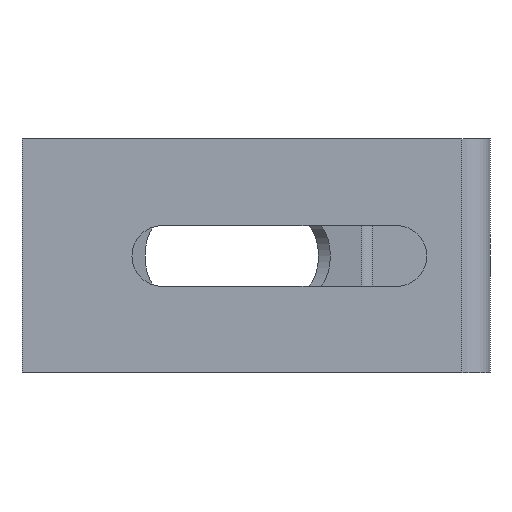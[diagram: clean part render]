
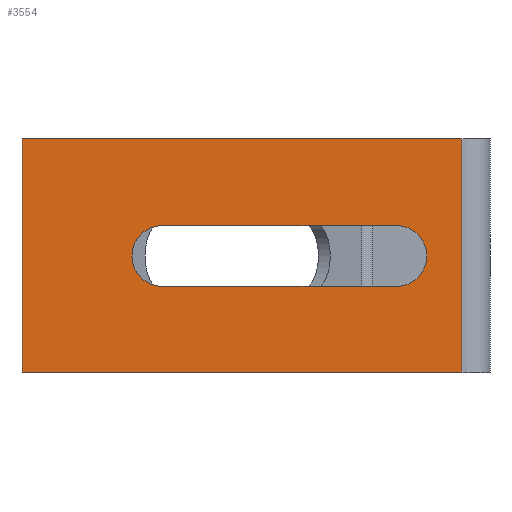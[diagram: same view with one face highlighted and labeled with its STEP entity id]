
A CAD part, left-side view. The second image highlights one B-rep face of the part: STEP entity #3554.
In plain terms, the highlighted planar face has unit normal (-1, 0, 0).
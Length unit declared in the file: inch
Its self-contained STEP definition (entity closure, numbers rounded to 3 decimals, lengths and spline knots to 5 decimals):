
#1=DIRECTION('',(0.,0.,-1.));
#2=VECTOR('',#1,1.);
#3=CARTESIAN_POINT('',(0.,2.,0.5));
#4=LINE('',#3,#2);
#5=DIRECTION('',(0.,1.,0.));
#6=VECTOR('',#5,1.);
#7=CARTESIAN_POINT('',(0.,0.4,-0.13));
#8=LINE('',#7,#6);
#9=CARTESIAN_POINT('',(0.,0.4,0.));
#10=DIRECTION('',(-1.,0.,0.));
#11=DIRECTION('',(0.,0.,-1.));
#12=AXIS2_PLACEMENT_3D('',#9,#10,#11);
#14=DIRECTION('',(0.,-1.,0.));
#15=VECTOR('',#14,1.);
#16=CARTESIAN_POINT('',(0.,1.4,0.13));
#17=LINE('',#16,#15);
#18=CARTESIAN_POINT('',(0.,1.4,0.));
#19=DIRECTION('',(-1.,0.,0.));
#20=DIRECTION('',(0.,0.,1.));
#21=AXIS2_PLACEMENT_3D('',#18,#19,#20);
#23=DIRECTION('',(0.,-1.,0.));
#24=VECTOR('',#23,1.88);
#25=CARTESIAN_POINT('',(0.,2.,0.5));
#26=LINE('',#25,#24);
#39=DIRECTION('',(0.,-1.,0.));
#40=VECTOR('',#39,1.88);
#41=CARTESIAN_POINT('',(0.,2.,-0.5));
#42=LINE('',#41,#40);
#65=DIRECTION('',(0.,0.,-1.));
#66=VECTOR('',#65,1.);
#67=CARTESIAN_POINT('',(0.,0.12,0.5));
#68=LINE('',#67,#66);
#2665=CARTESIAN_POINT('',(0.,2.,0.5));
#2666=CARTESIAN_POINT('',(0.,0.12,0.5));
#2667=VERTEX_POINT('',#2665);
#2668=VERTEX_POINT('',#2666);
#2681=CARTESIAN_POINT('',(0.,2.,-0.5));
#2682=CARTESIAN_POINT('',(0.,0.12,-0.5));
#2683=VERTEX_POINT('',#2681);
#2684=VERTEX_POINT('',#2682);
#2729=CARTESIAN_POINT('',(0.,0.4,-0.13));
#2730=CARTESIAN_POINT('',(0.,1.4,-0.13));
#2731=VERTEX_POINT('',#2729);
#2732=VERTEX_POINT('',#2730);
#2733=CARTESIAN_POINT('',(0.,1.4,0.13));
#2734=VERTEX_POINT('',#2733);
#2735=CARTESIAN_POINT('',(0.,0.4,0.13));
#2736=VERTEX_POINT('',#2735);
#3529=CARTESIAN_POINT('',(0.,2.,0.5));
#3530=DIRECTION('',(-1.,0.,0.));
#3531=DIRECTION('',(0.,-1.,0.));
#3532=AXIS2_PLACEMENT_3D('',#3529,#3530,#3531);
#3533=PLANE('',#3532);
#3535=ORIENTED_EDGE('',*,*,#3534,.T.);
#3537=ORIENTED_EDGE('',*,*,#3536,.T.);
#3539=ORIENTED_EDGE('',*,*,#3538,.F.);
#3541=ORIENTED_EDGE('',*,*,#3540,.F.);
#3542=EDGE_LOOP('',(#3535,#3537,#3539,#3541));
#3543=FACE_OUTER_BOUND('',#3542,.F.);
#3545=ORIENTED_EDGE('',*,*,#3544,.F.);
#3547=ORIENTED_EDGE('',*,*,#3546,.T.);
#3549=ORIENTED_EDGE('',*,*,#3548,.F.);
#3551=ORIENTED_EDGE('',*,*,#3550,.T.);
#3552=EDGE_LOOP('',(#3545,#3547,#3549,#3551));
#3553=FACE_BOUND('',#3552,.F.);
#3554=ADVANCED_FACE('',(#3543,#3553),#3533,.T.);
#13=CIRCLE('',#12,0.13);
#22=CIRCLE('',#21,0.13);
#3534=EDGE_CURVE('',#2667,#2668,#26,.T.);
#3536=EDGE_CURVE('',#2668,#2684,#68,.T.);
#3538=EDGE_CURVE('',#2683,#2684,#42,.T.);
#3540=EDGE_CURVE('',#2667,#2683,#4,.T.);
#3544=EDGE_CURVE('',#2731,#2732,#8,.T.);
#3546=EDGE_CURVE('',#2731,#2736,#13,.T.);
#3548=EDGE_CURVE('',#2734,#2736,#17,.T.);
#3550=EDGE_CURVE('',#2734,#2732,#22,.T.);
